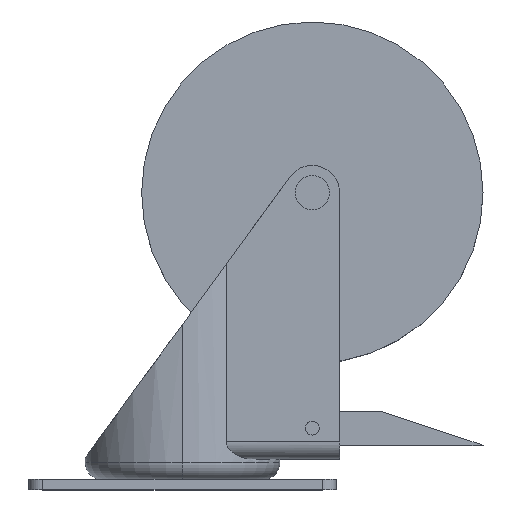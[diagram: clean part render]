
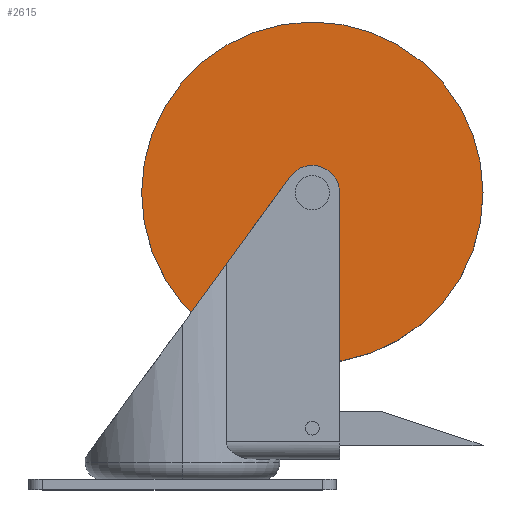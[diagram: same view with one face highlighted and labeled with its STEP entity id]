
A CAD part, top view. The second image highlights one B-rep face of the part: STEP entity #2615.
In plain terms, the highlighted planar face has unit normal (0, 0, 1).
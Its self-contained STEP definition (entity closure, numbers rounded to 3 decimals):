
#55 = CARTESIAN_POINT ( 'NONE',  ( 75.5, 86.99, -6.5 ) ) ;
#79 = AXIS2_PLACEMENT_3D ( 'NONE', #2628, #225, #2645 ) ;
#186 = CARTESIAN_POINT ( 'NONE',  ( 75.5, 36.99, -6.5 ) ) ;
#225 = DIRECTION ( 'NONE',  ( 0., 0., 1. ) ) ;
#262 = EDGE_CURVE ( 'NONE', #2736, #3015, #2070, .T. ) ;
#377 = AXIS2_PLACEMENT_3D ( 'NONE', #55, #2747, #2267 ) ;
#570 = DIRECTION ( 'NONE',  ( 0., 0., -1. ) ) ;
#755 = FACE_BOUND ( 'NONE', #3097, .T. ) ;
#776 = DIRECTION ( 'NONE',  ( 0., 1., 0. ) ) ;
#816 = ORIENTED_EDGE ( 'NONE', *, *, #262, .T. ) ;
#921 = AXIS2_PLACEMENT_3D ( 'NONE', #1297, #3443, #2161 ) ;
#983 = EDGE_CURVE ( 'NONE', #2847, #3091, #1290, .T. ) ;
#1133 = ORIENTED_EDGE ( 'NONE', *, *, #1312, .T. ) ;
#1144 = EDGE_LOOP ( 'NONE', ( #1360, #2144 ) ) ;
#1290 = CIRCLE ( 'NONE', #3423, 50. ) ;
#1297 = CARTESIAN_POINT ( 'NONE',  ( 75.5, 86.99, -6.5 ) ) ;
#1312 = EDGE_CURVE ( 'NONE', #3015, #2736, #2642, .T. ) ;
#1360 = ORIENTED_EDGE ( 'NONE', *, *, #983, .F. ) ;
#1489 = CIRCLE ( 'NONE', #921, 50. ) ;
#1564 = PLANE ( 'NONE',  #79 ) ;
#1794 = CARTESIAN_POINT ( 'NONE',  ( 75.5, 81.99, -6.5 ) ) ;
#2070 = CIRCLE ( 'NONE', #377, 5. ) ;
#2144 = ORIENTED_EDGE ( 'NONE', *, *, #3214, .F. ) ;
#2161 = DIRECTION ( 'NONE',  ( 0., 1., 0. ) ) ;
#2174 = DIRECTION ( 'NONE',  ( 0., 1., 0. ) ) ;
#2267 = DIRECTION ( 'NONE',  ( 0., 1., 0. ) ) ;
#2425 = CARTESIAN_POINT ( 'NONE',  ( 75.5, 136.99, -6.5 ) ) ;
#2466 = DIRECTION ( 'NONE',  ( 0., 0., -1. ) ) ;
#2592 = CARTESIAN_POINT ( 'NONE',  ( 75.5, 91.99, -6.5 ) ) ;
#2615 = ADVANCED_FACE ( 'NONE', ( #755, #3393 ), #1564, .T. ) ;
#2628 = CARTESIAN_POINT ( 'NONE',  ( 125.5, 86.99, -6.5 ) ) ;
#2642 = CIRCLE ( 'NONE', #2701, 5. ) ;
#2645 = DIRECTION ( 'NONE',  ( 0., -1., 0. ) ) ;
#2664 = CARTESIAN_POINT ( 'NONE',  ( 75.5, 86.99, -6.5 ) ) ;
#2687 = CARTESIAN_POINT ( 'NONE',  ( 75.5, 86.99, -6.5 ) ) ;
#2701 = AXIS2_PLACEMENT_3D ( 'NONE', #2664, #2466, #776 ) ;
#2736 = VERTEX_POINT ( 'NONE', #2592 ) ;
#2747 = DIRECTION ( 'NONE',  ( 0., 0., -1. ) ) ;
#2847 = VERTEX_POINT ( 'NONE', #2425 ) ;
#3015 = VERTEX_POINT ( 'NONE', #1794 ) ;
#3091 = VERTEX_POINT ( 'NONE', #186 ) ;
#3097 = EDGE_LOOP ( 'NONE', ( #816, #1133 ) ) ;
#3214 = EDGE_CURVE ( 'NONE', #3091, #2847, #1489, .T. ) ;
#3393 = FACE_OUTER_BOUND ( 'NONE', #1144, .T. ) ;
#3423 = AXIS2_PLACEMENT_3D ( 'NONE', #2687, #570, #2174 ) ;
#3443 = DIRECTION ( 'NONE',  ( 0., 0., -1. ) ) ;
